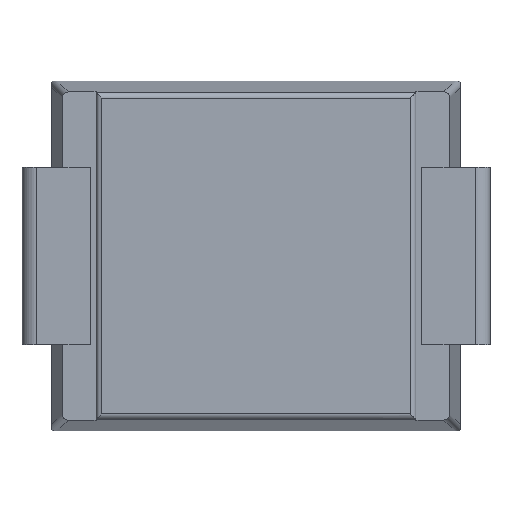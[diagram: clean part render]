
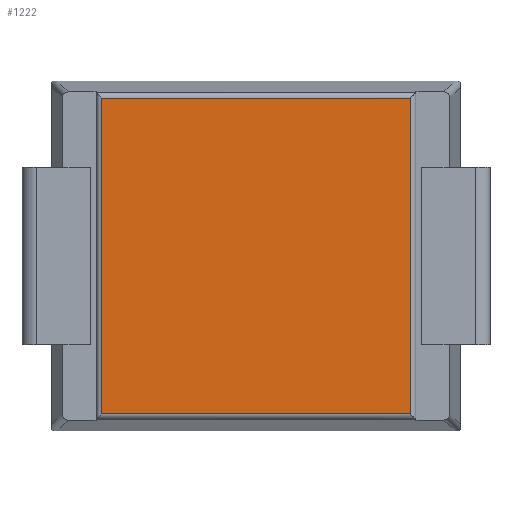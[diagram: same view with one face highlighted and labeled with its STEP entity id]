
A CAD part, front view. The second image highlights one B-rep face of the part: STEP entity #1222.
In plain terms, the highlighted planar face has unit normal (0, -1, 0).
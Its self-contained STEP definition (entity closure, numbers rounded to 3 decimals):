
#69 = VECTOR ( 'NONE', #2359, 1000. ) ;
#80 = PLANE ( 'NONE',  #809 ) ;
#180 = LINE ( 'NONE', #538, #594 ) ;
#204 = EDGE_CURVE ( 'NONE', #1368, #2622, #1213, .T. ) ;
#433 = CARTESIAN_POINT ( 'NONE',  ( -2.6, -1.028, -2.746 ) ) ;
#456 = VECTOR ( 'NONE', #851, 1000. ) ;
#499 = DIRECTION ( 'NONE',  ( 0., 0., -1. ) ) ;
#538 = CARTESIAN_POINT ( 'NONE',  ( 2.7, -1.028, -2.662 ) ) ;
#594 = VECTOR ( 'NONE', #1760, 1000. ) ;
#658 = FACE_OUTER_BOUND ( 'NONE', #961, .T. ) ;
#772 = ORIENTED_EDGE ( 'NONE', *, *, #958, .T. ) ;
#809 = AXIS2_PLACEMENT_3D ( 'NONE', #1487, #2285, #499 ) ;
#851 = DIRECTION ( 'NONE',  ( 0., 0., -1. ) ) ;
#958 = EDGE_CURVE ( 'NONE', #2622, #2246, #180, .T. ) ;
#961 = EDGE_LOOP ( 'NONE', ( #2563, #772, #1082, #1031 ) ) ;
#1031 = ORIENTED_EDGE ( 'NONE', *, *, #2523, .T. ) ;
#1082 = ORIENTED_EDGE ( 'NONE', *, *, #1540, .T. ) ;
#1213 = LINE ( 'NONE', #433, #456 ) ;
#1222 = ADVANCED_FACE ( 'NONE', ( #658 ), #80, .T. ) ;
#1229 = LINE ( 'NONE', #1867, #2519 ) ;
#1239 = DIRECTION ( 'NONE',  ( -1., 0., 0. ) ) ;
#1259 = CARTESIAN_POINT ( 'NONE',  ( 2.6, -1.028, 2.662 ) ) ;
#1368 = VERTEX_POINT ( 'NONE', #2212 ) ;
#1487 = CARTESIAN_POINT ( 'NONE',  ( 0., -1.028, 2.95 ) ) ;
#1499 = CARTESIAN_POINT ( 'NONE',  ( -2.6, -1.028, -2.662 ) ) ;
#1540 = EDGE_CURVE ( 'NONE', #2246, #1859, #1751, .T. ) ;
#1751 = LINE ( 'NONE', #2025, #69 ) ;
#1760 = DIRECTION ( 'NONE',  ( 1., 0., 0. ) ) ;
#1859 = VERTEX_POINT ( 'NONE', #1259 ) ;
#1867 = CARTESIAN_POINT ( 'NONE',  ( 0., -1.028, 2.662 ) ) ;
#2025 = CARTESIAN_POINT ( 'NONE',  ( 2.6, -1.028, 2.95 ) ) ;
#2125 = CARTESIAN_POINT ( 'NONE',  ( 2.6, -1.028, -2.662 ) ) ;
#2212 = CARTESIAN_POINT ( 'NONE',  ( -2.6, -1.028, 2.662 ) ) ;
#2246 = VERTEX_POINT ( 'NONE', #2125 ) ;
#2285 = DIRECTION ( 'NONE',  ( 0., -1., 0. ) ) ;
#2359 = DIRECTION ( 'NONE',  ( 0., 0., 1. ) ) ;
#2519 = VECTOR ( 'NONE', #1239, 1000. ) ;
#2523 = EDGE_CURVE ( 'NONE', #1859, #1368, #1229, .T. ) ;
#2563 = ORIENTED_EDGE ( 'NONE', *, *, #204, .T. ) ;
#2622 = VERTEX_POINT ( 'NONE', #1499 ) ;
